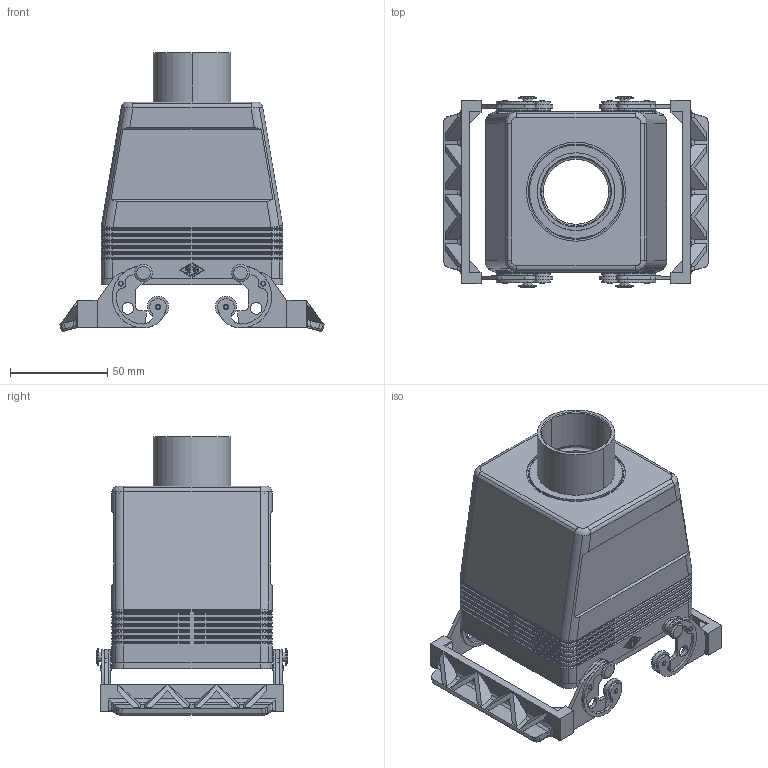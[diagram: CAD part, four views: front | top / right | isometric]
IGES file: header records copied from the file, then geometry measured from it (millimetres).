
Global section: file name: No Iges File Name specified; native system: AutoDesk Inventor R6.1; preprocessor: AutoDesk Inventor Iges Exporter R6.1; author: No Author specified; organization: No Organization specified; date: 20061213.105956; units: millimetre
Bounding box: 136.28 x 98.5 x 143.53 mm (x, y, z)
Volume: 187453.4 mm3; surface area: 102171.3 mm2
Topology: 1 solids, 5 shells, 1089 faces, 2871 edges, 1830 vertices
Faces by surface type: bspline 329, plane 328, cylinder 190, revolution 122, cone 100, torus 16, sphere 4
